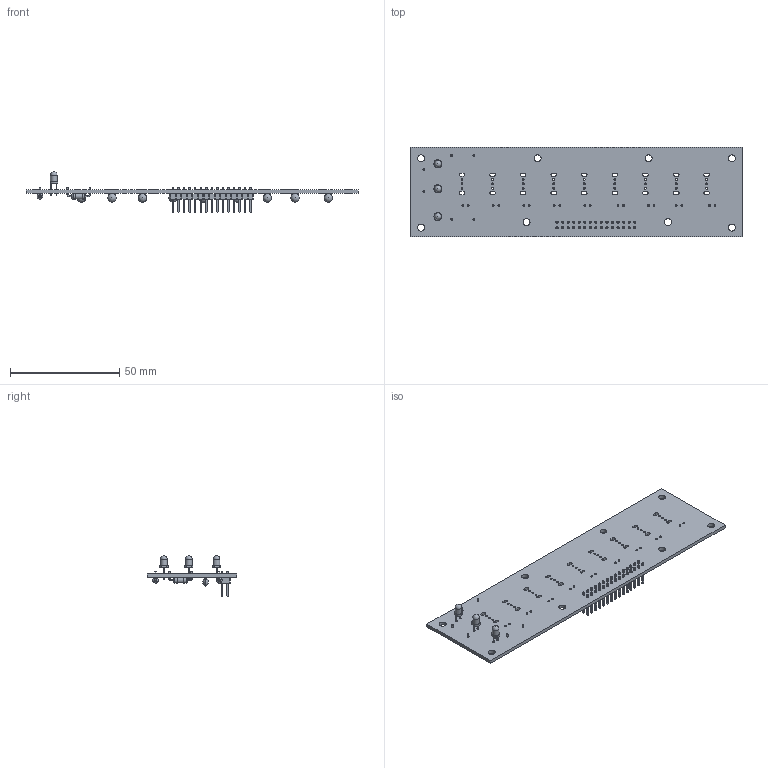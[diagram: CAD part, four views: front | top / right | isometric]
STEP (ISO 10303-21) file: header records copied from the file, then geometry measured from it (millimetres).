
FILE_DESCRIPTION(('KiCad electronic assembly'),'2;1');
FILE_NAME('cessna_switch_radio.step','2021-09-28T20:51:32',('An Author') ,('A Company'),'Open CASCADE STEP processor 6.9', 'KiCad to STEP converter','Unknown');
FILE_SCHEMA(('AUTOMOTIVE_DESIGN { 1 0 10303 214 1 1 1 1 }'));
Length unit declared in the file: millimetre
Products named in the file (10): Open CASCADE STEP translator 6.9 1; R_Axial_DIN0207_L6.3mm_D2.5mm_P10.16mm_Horizontal; SOLID; LED_D3.0mm; C_Disc_D3.8mm_W2.6mm_P2.50mm; PinHeader_2x15_P2.54mm_Vertical; COMPOUND
Assembly tree (21 placements, depth 3):
  Open CASCADE STEP translator 6.9 1
    R_Axial_DIN0207_L6.3mm_D2.5mm_P10.16mm_Horizontal  x3
      SOLID
    LED_D3.0mm  x3
      SOLID
    C_Disc_D3.8mm_W2.6mm_P2.50mm  x9
      SOLID
    PinHeader_2x15_P2.54mm_Vertical
      SOLID
    COMPOUND
Bounding box: 152 x 41 x 18.54 mm (x, y, z)
Volume: 10653.1 mm3; surface area: 15582.4 mm2
Topology: 17 solids, 17 shells, 996 faces, 2424 edges, 1519 vertices
Faces by surface type: plane 751, cylinder 176, revolution 36, sphere 21, torus 12
Full cylindrical faces by diameter (mm): 0.5 x18, 0.6 x12, 0.8 x24, 0.85 x27, 0.9 x6, 1 x30, 2.25 x3, 2.5 x6, 3 x3, 3.2 x8
Entity records: 60152 total; most frequent: CARTESIAN_POINT 12527, DIRECTION 7973, LINE 5616, VECTOR 5616, ORIENTED_EDGE 4158, PCURVE 4158, DEFINITIONAL_REPRESENTATION 4158, EDGE_CURVE 2079
